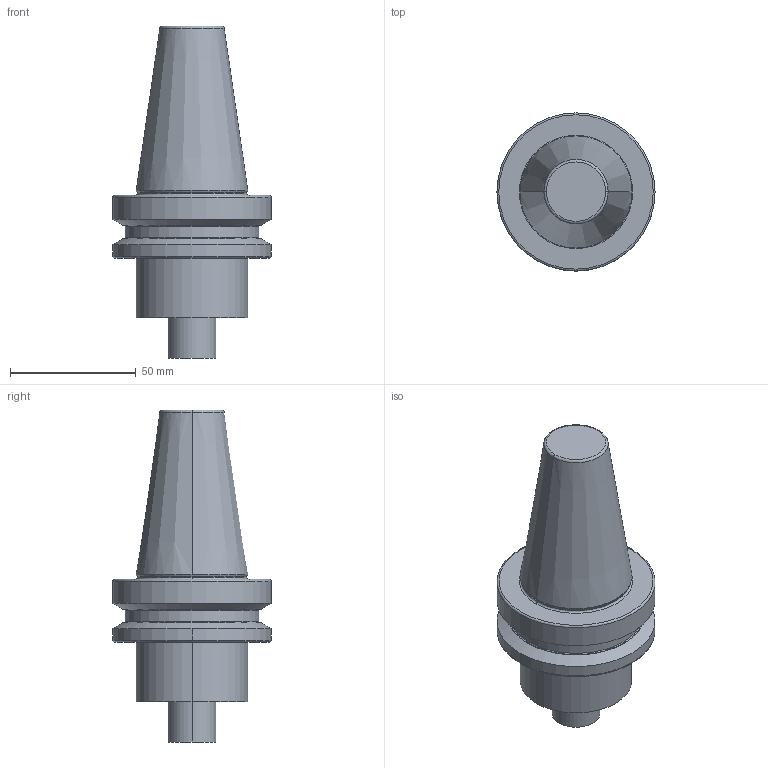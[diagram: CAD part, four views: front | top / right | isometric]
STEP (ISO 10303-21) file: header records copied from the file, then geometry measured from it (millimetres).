
FILE_DESCRIPTION(/* description */ (''),/* implementation_level */ '2;1');
FILE_NAME(/* name */ '1624522702404.stp',/* time_stamp */ '2021-06-24T13:48:33+05:00',/* author */ (''),/* organization */ ('SMS'),/* preprocessor_version */ 'ST-DEVELOPER v16.7',/* originating_system */ 'SIEMENS PLM Software NX 12.0',/* authorisation */ '');
FILE_SCHEMA (('AUTOMOTIVE_DESIGN { 1 0 10303 214 3 1 1 1 }'));
Length unit declared in the file: millimetre
Products named in the file (1): 203536924mod000_00
Bounding box: 62.95 x 62.95 x 132.15 mm (x, y, z)
Volume: 179837.2 mm3; surface area: 22652.2 mm2
Topology: 1 solids, 1 shells, 34 faces, 65 edges, 41 vertices
Faces by surface type: torus 11, cylinder 10, plane 7, cone 6
Full cylindrical faces by diameter (mm): 53 x1, 62.95 x1
Entity records: 939 total; most frequent: DIRECTION 190, CARTESIAN_POINT 144, ORIENTED_EDGE 130, AXIS2_PLACEMENT_3D 87, EDGE_CURVE 65, CIRCLE 49, EDGE_LOOP 39, VERTEX_POINT 38
